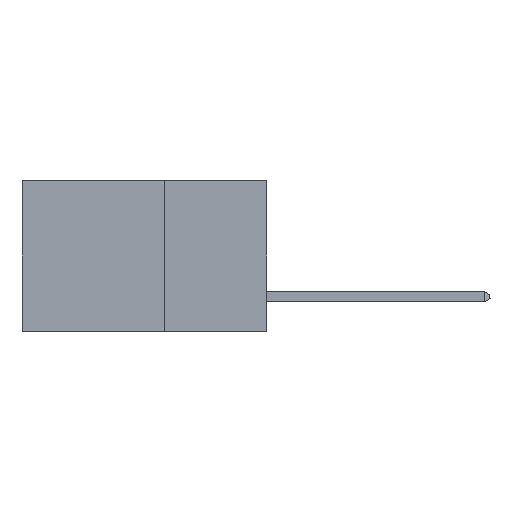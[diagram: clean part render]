
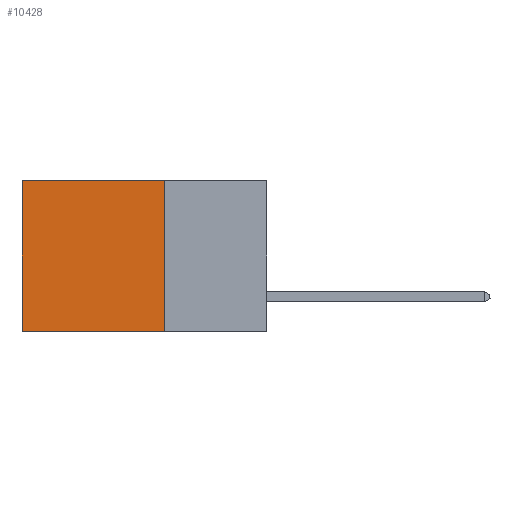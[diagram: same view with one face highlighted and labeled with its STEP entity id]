
A CAD part, left-side view. The second image highlights one B-rep face of the part: STEP entity #10428.
In plain terms, the highlighted planar face has unit normal (-1, 0, 0).
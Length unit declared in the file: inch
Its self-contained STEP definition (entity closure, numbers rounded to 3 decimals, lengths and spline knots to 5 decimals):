
#17 = ORIENTED_EDGE ( 'NONE', *, *, #4043, .T. ) ;
#4043 = EDGE_CURVE ( 'NONE', #20557, #27625, #28247, .T. ) ;
#4224 = LINE ( 'NONE', #31759, #48020 ) ;
#5725 = PLANE ( 'NONE',  #11254 ) ;
#5744 = DIRECTION ( 'NONE',  ( 0., 0., -1. ) ) ;
#5870 = EDGE_CURVE ( 'NONE', #20699, #27625, #4224, .T. ) ;
#8401 = DIRECTION ( 'NONE',  ( 0., 0., -1. ) ) ;
#9273 = FACE_OUTER_BOUND ( 'NONE', #36053, .T. ) ;
#10428 = ADVANCED_FACE ( 'NONE', ( #9273 ), #5725, .F. ) ;
#10800 = VERTEX_POINT ( 'NONE', #22129 ) ;
#11162 = EDGE_CURVE ( 'NONE', #10800, #20557, #17921, .T. ) ;
#11254 = AXIS2_PLACEMENT_3D ( 'NONE', #16967, #35796, #8401 ) ;
#16967 = CARTESIAN_POINT ( 'NONE',  ( 0.2875, 0.25, 0. ) ) ;
#17921 = LINE ( 'NONE', #24650, #34318 ) ;
#19622 = ORIENTED_EDGE ( 'NONE', *, *, #11162, .T. ) ;
#20557 = VERTEX_POINT ( 'NONE', #31071 ) ;
#20699 = VERTEX_POINT ( 'NONE', #46391 ) ;
#22129 = CARTESIAN_POINT ( 'NONE',  ( 0.2875, 0.25, 0. ) ) ;
#23638 = CARTESIAN_POINT ( 'NONE',  ( 0.2875, 0.6, -0.37 ) ) ;
#24650 = CARTESIAN_POINT ( 'NONE',  ( 0.2875, 0.25, 0. ) ) ;
#27625 = VERTEX_POINT ( 'NONE', #23638 ) ;
#28247 = LINE ( 'NONE', #46875, #44614 ) ;
#30589 = DIRECTION ( 'NONE',  ( 0., 1., 0. ) ) ;
#31071 = CARTESIAN_POINT ( 'NONE',  ( 0.2875, 0.6, 0. ) ) ;
#31759 = CARTESIAN_POINT ( 'NONE',  ( 0.2875, 0.25, -0.37 ) ) ;
#32047 = DIRECTION ( 'NONE',  ( 0., 1., 0. ) ) ;
#34318 = VECTOR ( 'NONE', #32047, 39.37008 ) ;
#34661 = VECTOR ( 'NONE', #47981, 39.37008 ) ;
#35775 = CARTESIAN_POINT ( 'NONE',  ( 0.2875, 0.25, 0. ) ) ;
#35796 = DIRECTION ( 'NONE',  ( 1., 0., 0. ) ) ;
#36053 = EDGE_LOOP ( 'NONE', ( #17, #47169, #48253, #19622 ) ) ;
#38565 = EDGE_CURVE ( 'NONE', #10800, #20699, #40537, .T. ) ;
#40537 = LINE ( 'NONE', #35775, #34661 ) ;
#44614 = VECTOR ( 'NONE', #5744, 39.37008 ) ;
#46391 = CARTESIAN_POINT ( 'NONE',  ( 0.2875, 0.25, -0.37 ) ) ;
#46875 = CARTESIAN_POINT ( 'NONE',  ( 0.2875, 0.6, 0. ) ) ;
#47169 = ORIENTED_EDGE ( 'NONE', *, *, #5870, .F. ) ;
#47981 = DIRECTION ( 'NONE',  ( 0., 0., -1. ) ) ;
#48020 = VECTOR ( 'NONE', #30589, 39.37008 ) ;
#48253 = ORIENTED_EDGE ( 'NONE', *, *, #38565, .F. ) ;
